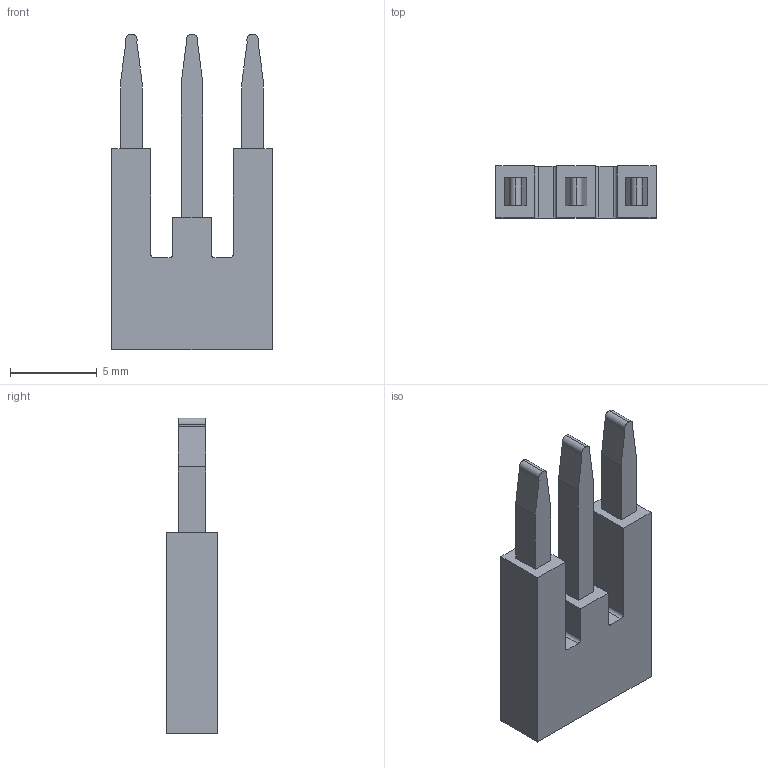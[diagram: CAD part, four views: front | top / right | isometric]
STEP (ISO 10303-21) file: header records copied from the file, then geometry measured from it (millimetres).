
FILE_DESCRIPTION( ( 'STEP AP203' ), '1' );
FILE_NAME( 'DFBS 3-3.5-20190320.stp', '2022-12-13T03:41:18', ( ' ' ), ( ' ' ), 'XStep 1.0', ' ', ' ' );
FILE_SCHEMA( ( 'CONFIG_CONTROL_DESIGN) ( )' ) );
Length unit declared in the file: metre
Products named in the file (1): 1
Bounding box: 9.25 x 3 x 18.2 mm (x, y, z)
Volume: 290.6 mm3; surface area: 466.6 mm2
Topology: 1 solids, 1 shells, 54 faces, 147 edges, 98 vertices
Faces by surface type: plane 38, cylinder 16
Entity records: 1747 total; most frequent: CARTESIAN_POINT 300, ORIENTED_EDGE 294, DIRECTION 289, EDGE_CURVE 147, LINE 115, VECTOR 115, VERTEX_POINT 98, AXIS2_PLACEMENT_3D 87
